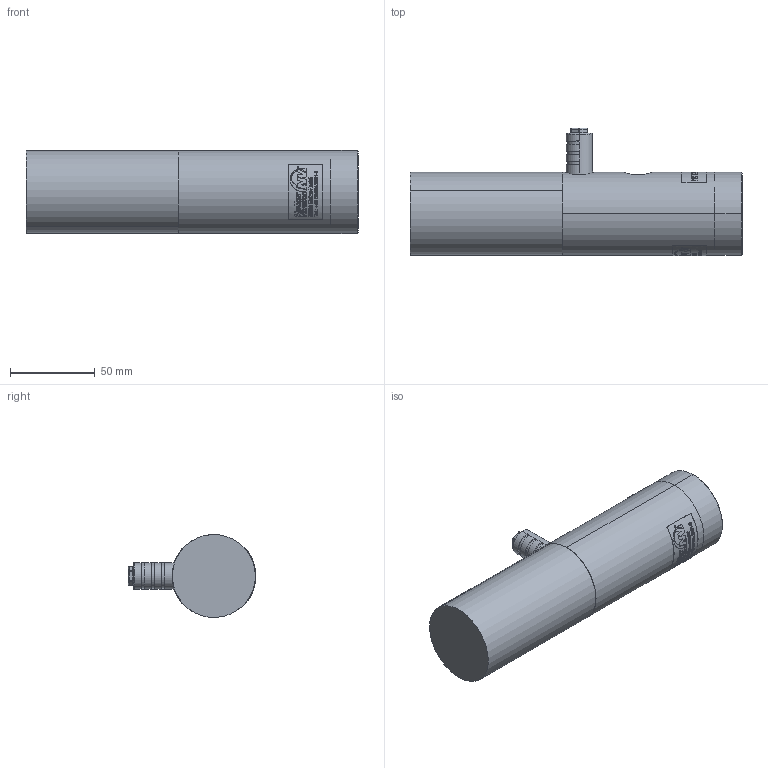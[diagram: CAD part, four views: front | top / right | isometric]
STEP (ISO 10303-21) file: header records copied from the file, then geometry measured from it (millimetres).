
FILE_DESCRIPTION (( 'STEP AP214' ), '1' );
FILE_NAME ('NTK 18 AL MG #03318700.STEP', '2023-04-25T09:15:48', ( '' ), ( '' ), 'SwSTEP 2.0', 'SolidWorks 2022', '' );
FILE_SCHEMA (( 'AUTOMOTIVE_DESIGN' ));
Length unit declared in the file: millimetre
Products named in the file (1): NTK 18 AL MG #03318700
Bounding box: 196 x 75.2 x 49 mm (x, y, z)
Volume: 289481.8 mm3; surface area: 86065.9 mm2
Topology: 14 solids, 14 shells, 500 faces, 1781 edges, 1409 vertices
Faces by surface type: cylinder 222, plane 168, cone 53, torus 33, bspline 16, sphere 8
Entity records: 30002 total; most frequent: CARTESIAN_POINT 13793, ORIENTED_EDGE 3510, DIRECTION 2639, EDGE_CURVE 1755, VERTEX_POINT 1409, AXIS2_PLACEMENT_3D 1030, EDGE_LOOP 644, B_SPLINE_CURVE_WITH_KNOTS 627
